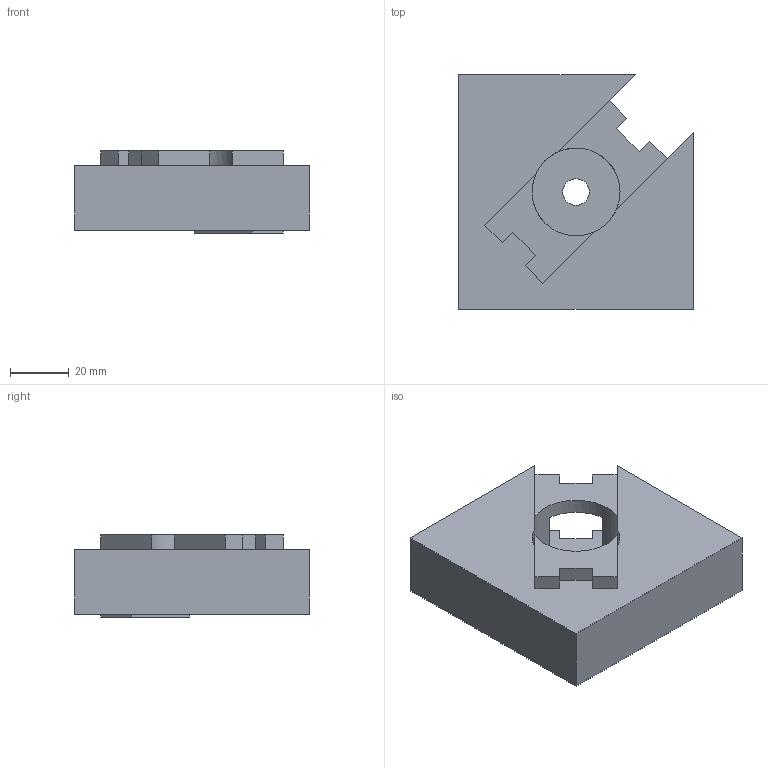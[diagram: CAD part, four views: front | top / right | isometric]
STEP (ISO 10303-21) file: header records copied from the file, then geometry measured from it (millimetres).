
FILE_DESCRIPTION(/* description */ (''),/* implementation_level */ '2;1');
FILE_NAME(/* name */ 'carcasseHaut.stp',/* time_stamp */ '2020-12-14T20:21:30+01:00',/* author */ ('tommo'),/* organization */ (''),/* preprocessor_version */ 'ST-DEVELOPER v17',/* originating_system */ 'Autodesk Inventor 2019',/* authorisation */ '');
FILE_SCHEMA (('AUTOMOTIVE_DESIGN { 1 0 10303 214 3 1 1 }'));
Length unit declared in the file: millimetre
Products named in the file (1): carcasseHaut
Bounding box: 80 x 80 x 28 mm (x, y, z)
Volume: 109696.5 mm3; surface area: 23810.8 mm2
Topology: 1 solids, 1 shells, 44 faces, 123 edges, 79 vertices
Faces by surface type: plane 37, cylinder 6, bspline 1
Full cylindrical faces by diameter (mm): 2 x2, 9 x1, 14 x2, 30 x1
Entity records: 1482 total; most frequent: CARTESIAN_POINT 298, ORIENTED_EDGE 242, DIRECTION 227, EDGE_CURVE 121, LINE 101, VECTOR 101, VERTEX_POINT 79, AXIS2_PLACEMENT_3D 63
